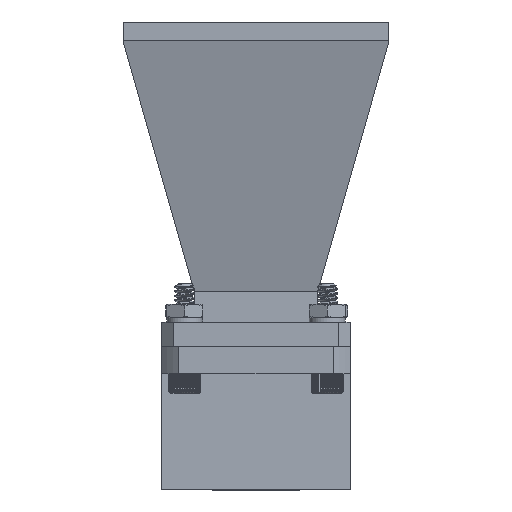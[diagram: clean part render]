
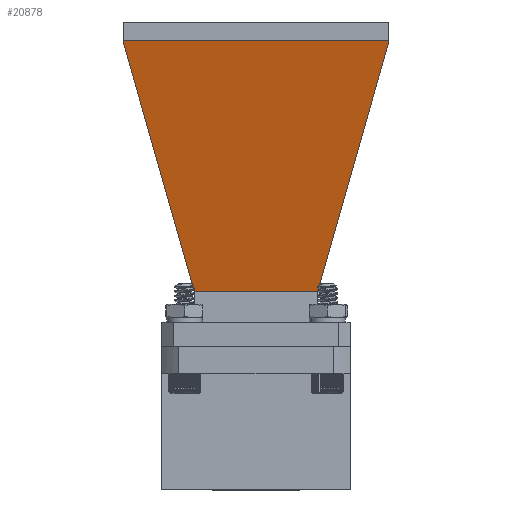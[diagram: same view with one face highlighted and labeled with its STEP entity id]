
A CAD part, front view. The second image highlights one B-rep face of the part: STEP entity #20878.
In plain terms, the highlighted face is planar.
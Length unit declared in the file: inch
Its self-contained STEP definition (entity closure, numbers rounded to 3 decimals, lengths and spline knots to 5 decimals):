
#15 = ORIENTED_EDGE ( 'NONE', *, *, #9211, .T. ) ;
#413 = FACE_OUTER_BOUND ( 'NONE', #14733, .T. ) ;
#1240 = VECTOR ( 'NONE', #1884, 39.37008 ) ;
#1367 = VECTOR ( 'NONE', #1371, 39.37008 ) ;
#1371 = DIRECTION ( 'NONE',  ( 0., -1., 0. ) ) ;
#1547 = EDGE_CURVE ( 'NONE', #20955, #18360, #6305, .T. ) ;
#1548 = CARTESIAN_POINT ( 'NONE',  ( -0.69458, 0.92625, 3.69636 ) ) ;
#1884 = DIRECTION ( 'NONE',  ( 0.226, -0.267, -0.937 ) ) ;
#2040 = DIRECTION ( 'NONE',  ( -0.235, 0., 0.972 ) ) ;
#2092 = ORIENTED_EDGE ( 'NONE', *, *, #1547, .T. ) ;
#2957 = CARTESIAN_POINT ( 'NONE',  ( -0.69646, 0.92625, 3.70418 ) ) ;
#3771 = PLANE ( 'NONE',  #17923 ) ;
#4092 = EDGE_CURVE ( 'NONE', #4555, #20955, #8097, .T. ) ;
#4555 = VERTEX_POINT ( 'NONE', #11952 ) ;
#4590 = LINE ( 'NONE', #20219, #11379 ) ;
#4743 = VECTOR ( 'NONE', #5014, 39.37008 ) ;
#4846 = CARTESIAN_POINT ( 'NONE',  ( -0.27361, 0., 1.95443 ) ) ;
#5014 = DIRECTION ( 'NONE',  ( -0.235, 0., 0.972 ) ) ;
#5450 = VECTOR ( 'NONE', #19153, 39.37008 ) ;
#5637 = CARTESIAN_POINT ( 'NONE',  ( -0.49578, 0., 2.87376 ) ) ;
#5924 = EDGE_CURVE ( 'NONE', #13020, #4555, #17730, .T. ) ;
#6305 = LINE ( 'NONE', #10111, #13022 ) ;
#7859 = CARTESIAN_POINT ( 'NONE',  ( -0.69458, -0.92625, 3.69636 ) ) ;
#8097 = LINE ( 'NONE', #4846, #1367 ) ;
#8420 = ORIENTED_EDGE ( 'NONE', *, *, #10610, .T. ) ;
#9211 = EDGE_CURVE ( 'NONE', #13464, #9762, #4590, .T. ) ;
#9397 = CARTESIAN_POINT ( 'NONE',  ( -0.69646, -0.92625, 3.70418 ) ) ;
#9762 = VERTEX_POINT ( 'NONE', #14648 ) ;
#10111 = CARTESIAN_POINT ( 'NONE',  ( -0.27361, -0.4298, 1.95443 ) ) ;
#10610 = EDGE_CURVE ( 'NONE', #9762, #13020, #18806, .T. ) ;
#10670 = CARTESIAN_POINT ( 'NONE',  ( -0.69458, 0.92625, 3.69636 ) ) ;
#10832 = DIRECTION ( 'NONE',  ( -0.972, 0., -0.235 ) ) ;
#11379 = VECTOR ( 'NONE', #22201, 39.37008 ) ;
#11651 = ORIENTED_EDGE ( 'NONE', *, *, #5924, .T. ) ;
#11732 = ORIENTED_EDGE ( 'NONE', *, *, #4092, .T. ) ;
#11937 = CARTESIAN_POINT ( 'NONE',  ( -0.69458, -0.92625, 3.69636 ) ) ;
#11952 = CARTESIAN_POINT ( 'NONE',  ( -0.27361, 0.4298, 1.95443 ) ) ;
#12872 = EDGE_CURVE ( 'NONE', #18360, #13464, #17043, .T. ) ;
#13020 = VERTEX_POINT ( 'NONE', #10670 ) ;
#13022 = VECTOR ( 'NONE', #13797, 39.37008 ) ;
#13464 = VERTEX_POINT ( 'NONE', #9397 ) ;
#13797 = DIRECTION ( 'NONE',  ( -0.226, -0.267, 0.937 ) ) ;
#14648 = CARTESIAN_POINT ( 'NONE',  ( -0.69646, 0.92625, 3.70418 ) ) ;
#14733 = EDGE_LOOP ( 'NONE', ( #2092, #15146, #15, #8420, #11651, #11732 ) ) ;
#15146 = ORIENTED_EDGE ( 'NONE', *, *, #12872, .T. ) ;
#15326 = CARTESIAN_POINT ( 'NONE',  ( -0.27361, -0.4298, 1.95443 ) ) ;
#17043 = LINE ( 'NONE', #11937, #4743 ) ;
#17730 = LINE ( 'NONE', #1548, #1240 ) ;
#17923 = AXIS2_PLACEMENT_3D ( 'NONE', #5637, #10832, #2040 ) ;
#18360 = VERTEX_POINT ( 'NONE', #7859 ) ;
#18806 = LINE ( 'NONE', #2957, #5450 ) ;
#19153 = DIRECTION ( 'NONE',  ( 0.235, 0., -0.972 ) ) ;
#20219 = CARTESIAN_POINT ( 'NONE',  ( -0.69646, 0., 3.70418 ) ) ;
#20878 = ADVANCED_FACE ( 'NONE', ( #413 ), #3771, .T. ) ;
#20955 = VERTEX_POINT ( 'NONE', #15326 ) ;
#22201 = DIRECTION ( 'NONE',  ( 0., 1., 0. ) ) ;
